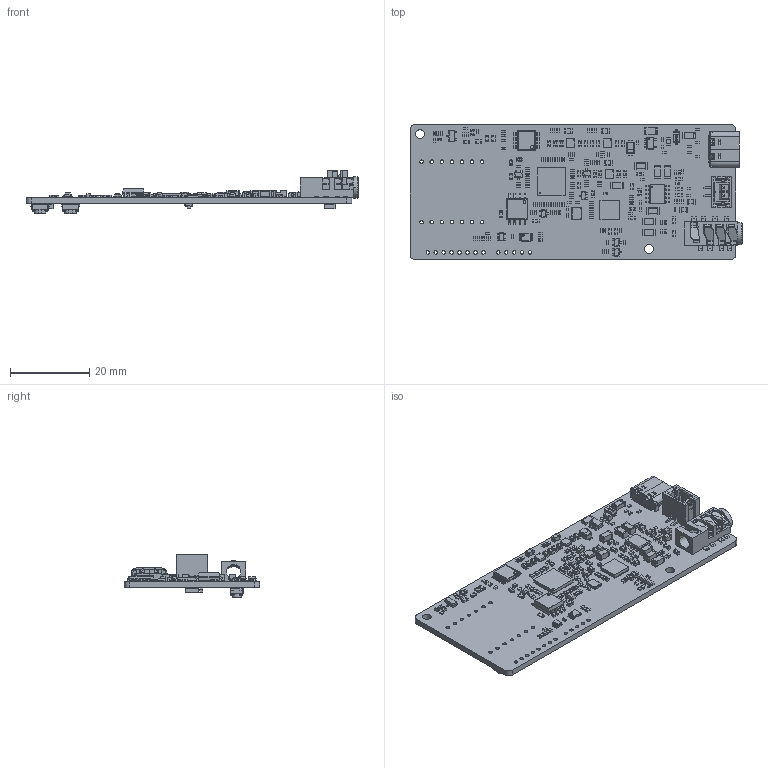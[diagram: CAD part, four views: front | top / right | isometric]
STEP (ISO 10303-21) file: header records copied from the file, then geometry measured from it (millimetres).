
FILE_DESCRIPTION(('KiCad electronic assembly'),'2;1');
FILE_NAME('ReSpeaker Lite v1.1.step','2025-06-19T10:06:35',('Pcbnew'),( 'Kicad'),'Open CASCADE STEP processor 7.8','KiCad to STEP converter' ,'Unknown');
FILE_SCHEMA(('AUTOMOTIVE_DESIGN { 1 0 10303 214 1 1 1 1 }'));
Length unit declared in the file: millimetre
Products named in the file (99): ReSpeaker Lite v1.1 1; R_0402_1005Metric; C_0402_1005Metric; C_0603_1608Metric; ST-PJ-930A è³æºåº§ 3.5MM; PRT000A1; PRT000A2; PRT000A3; PRT000A4; PRT000A5; PRT000A6; PRT000A7; PRT000A8; PRT000A9; SOD-123; SOT-323; Crystal_SMD_3225-4Pin_3.2x2.5mm; R_0603_1608Metric; C_1206_3216Metric; SOD-123FL; WSON-8; L_0603_1608Metric; C_0805_2012Metric; FUSE_1206; TLV320AIC3204IRHBR; BODY-QFN; FRAME-RHB0032E; SOLID; PIN1-ID; USB_C_Receptacle_GCT_USB4105-xx-A_16P_TopMnt_Horizontal; QFN_F60B-C24_XMO; SOT23-5; User Library-SOT-23-5_pin_SOT_sot-23-6_1; User Library-SOT-23-5_body_sot23-6_1; SSOP-10_3.9x4.9mm_P1.00mm; R_1206_3216Metric; SOT-23; W25Q32JVSSIQ; Body; PinsArrayLR ...
Assembly tree (305 placements, depth 4):
  ReSpeaker Lite v1.1 1
    R_0402_1005Metric  x70
    C_0402_1005Metric  x59
    C_0603_1608Metric  x21
    ST-PJ-930A è³æºåº§ 3.5MM
      PRT000A1
      PRT000A2
      PRT000A3
      PRT000A4
      PRT000A5
      PRT000A6
      PRT000A7
      PRT000A8
      PRT000A9
    SOD-123
    SOT-323  x6
    Crystal_SMD_3225-4Pin_3.2x2.5mm
    R_0603_1608Metric  x6
    C_1206_3216Metric  x7
    SOD-123FL
    WSON-8  x3
    L_0603_1608Metric  x9
    C_0805_2012Metric  x3
    FUSE_1206
    TLV320AIC3204IRHBR
      BODY-QFN
      FRAME-RHB0032E
        SOLID
        SOLID
        SOLID
        SOLID
        SOLID
        SOLID
        SOLID
        SOLID
        SOLID
        SOLID
        SOLID
        SOLID
        SOLID
        SOLID
        SOLID
        SOLID
        SOLID
        SOLID
        SOLID
        SOLID
        SOLID
        SOLID
        SOLID
        SOLID
        SOLID
        SOLID
        SOLID
        SOLID
        SOLID
        SOLID
        SOLID
        SOLID
        SOLID
Bounding box: 83.6 x 34.01 x 10.93 mm (x, y, z)
Volume: 5092.7 mm3; surface area: 9804.8 mm2
Topology: 484 solids, 484 shells, 9785 faces, 24676 edges, 15948 vertices
Faces by surface type: plane 6429, cylinder 2945, bspline 275, sphere 112, torus 16, cone 8
Full cylindrical faces by diameter (mm): 0.1 x6, 0.2 x1, 0.351 x1, 0.5 x2, 0.55 x2, 0.66 x1, 0.889 x27, 1.2 x2, 2.2 x2
Entity records: 139917 total; most frequent: CARTESIAN_POINT 27784, ORIENTED_EDGE 19282, DIRECTION 18562, EDGE_CURVE 9641, LINE 7358, VECTOR 7358, VERTEX_POINT 6178, AXIS2_PLACEMENT_3D 5602
